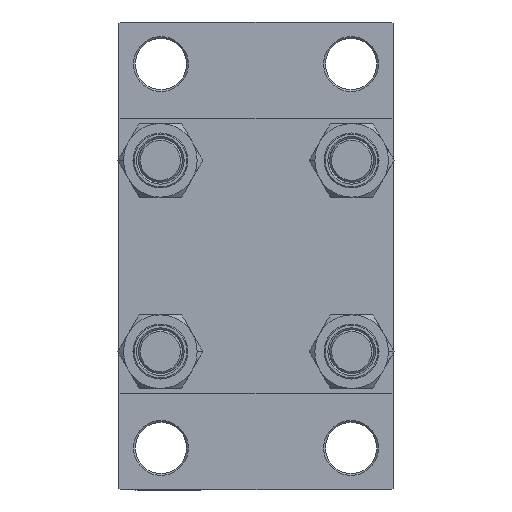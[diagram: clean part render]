
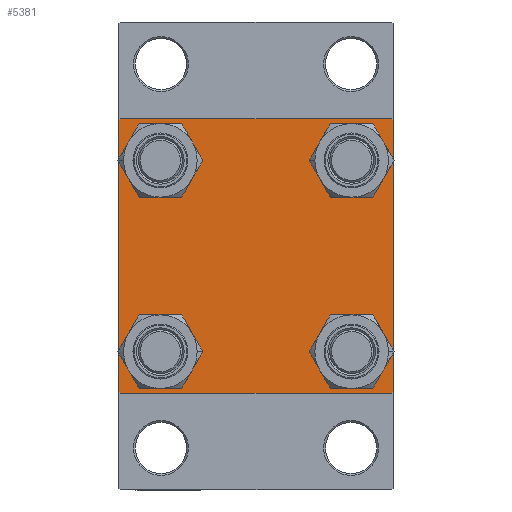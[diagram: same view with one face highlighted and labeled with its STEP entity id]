
A CAD part, left-side view. The second image highlights one B-rep face of the part: STEP entity #5381.
In plain terms, the highlighted planar face has unit normal (-1, 0, 0).
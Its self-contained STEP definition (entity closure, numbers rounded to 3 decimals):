
#117 = VECTOR ( 'NONE', #37533, 1000. ) ;
#143 = CARTESIAN_POINT ( 'NONE',  ( 0., 37.5, 37.5 ) ) ;
#255 = ORIENTED_EDGE ( 'NONE', *, *, #47221, .T. ) ;
#734 = EDGE_LOOP ( 'NONE', ( #43846, #28623 ) ) ;
#1089 = EDGE_CURVE ( 'NONE', #33164, #35751, #34178, .T. ) ;
#1233 = AXIS2_PLACEMENT_3D ( 'NONE', #36784, #40632, #29832 ) ;
#2117 = FACE_OUTER_BOUND ( 'NONE', #10591, .T. ) ;
#2649 = DIRECTION ( 'NONE',  ( 0., 0., 1. ) ) ;
#2656 = CARTESIAN_POINT ( 'NONE',  ( 0., 26.15, 32.65 ) ) ;
#2823 = AXIS2_PLACEMENT_3D ( 'NONE', #6506, #17516, #32153 ) ;
#3101 = DIRECTION ( 'NONE',  ( 0., 0., 1. ) ) ;
#3154 = VECTOR ( 'NONE', #4455, 1000. ) ;
#3708 = AXIS2_PLACEMENT_3D ( 'NONE', #16782, #20606, #14137 ) ;
#4044 = VERTEX_POINT ( 'NONE', #5908 ) ;
#4189 = EDGE_CURVE ( 'NONE', #38284, #41167, #23375, .T. ) ;
#4455 = DIRECTION ( 'NONE',  ( 0., -0.707, -0.707 ) ) ;
#5086 = VERTEX_POINT ( 'NONE', #10315 ) ;
#5381 = ADVANCED_FACE ( 'NONE', ( #38544, #41675, #27767, #20317, #2117 ), #16729, .T. ) ;
#5908 = CARTESIAN_POINT ( 'NONE',  ( 0., 37., -37.5 ) ) ;
#6122 = CARTESIAN_POINT ( 'NONE',  ( 0., 37.5, -37. ) ) ;
#6179 = CARTESIAN_POINT ( 'NONE',  ( 0., 26.15, -32.65 ) ) ;
#6506 = CARTESIAN_POINT ( 'NONE',  ( 0., -26.15, -26.15 ) ) ;
#6882 = ORIENTED_EDGE ( 'NONE', *, *, #9116, .T. ) ;
#7279 = ORIENTED_EDGE ( 'NONE', *, *, #25454, .T. ) ;
#7301 = EDGE_CURVE ( 'NONE', #35751, #33164, #13587, .T. ) ;
#7522 = ORIENTED_EDGE ( 'NONE', *, *, #25175, .T. ) ;
#7577 = CARTESIAN_POINT ( 'NONE',  ( 0., 37., 37.5 ) ) ;
#7866 = EDGE_CURVE ( 'NONE', #41167, #38284, #35797, .T. ) ;
#8049 = LINE ( 'NONE', #33450, #3154 ) ;
#9036 = CIRCLE ( 'NONE', #3708, 6.5 ) ;
#9074 = EDGE_CURVE ( 'NONE', #39511, #31026, #9036, .T. ) ;
#9116 = EDGE_CURVE ( 'NONE', #31026, #39511, #42757, .T. ) ;
#9557 = CIRCLE ( 'NONE', #36348, 6.5 ) ;
#9743 = CARTESIAN_POINT ( 'NONE',  ( 0., -37., -37.5 ) ) ;
#10315 = CARTESIAN_POINT ( 'NONE',  ( 0., 26.15, -19.65 ) ) ;
#10591 = EDGE_LOOP ( 'NONE', ( #18242, #255, #7522, #11091, #35405, #14637, #14698, #42014 ) ) ;
#10987 = DIRECTION ( 'NONE',  ( 0., -1., 0. ) ) ;
#11051 = CARTESIAN_POINT ( 'NONE',  ( 0., 37.5, -37.5 ) ) ;
#11091 = ORIENTED_EDGE ( 'NONE', *, *, #26092, .T. ) ;
#11832 = CARTESIAN_POINT ( 'NONE',  ( 0., -37.5, -37. ) ) ;
#12266 = EDGE_CURVE ( 'NONE', #36757, #35204, #25315, .T. ) ;
#13390 = CARTESIAN_POINT ( 'NONE',  ( 0., -26.15, -26.15 ) ) ;
#13489 = DIRECTION ( 'NONE',  ( 0., 0., 1. ) ) ;
#13587 = CIRCLE ( 'NONE', #40387, 6.5 ) ;
#13888 = DIRECTION ( 'NONE',  ( 1., 0., 0. ) ) ;
#14137 = DIRECTION ( 'NONE',  ( 0., 0., 1. ) ) ;
#14637 = ORIENTED_EDGE ( 'NONE', *, *, #17874, .T. ) ;
#14698 = ORIENTED_EDGE ( 'NONE', *, *, #36501, .F. ) ;
#15924 = ORIENTED_EDGE ( 'NONE', *, *, #1089, .T. ) ;
#15930 = CIRCLE ( 'NONE', #41997, 6.5 ) ;
#16229 = DIRECTION ( 'NONE',  ( 0., 0., 1. ) ) ;
#16717 = CARTESIAN_POINT ( 'NONE',  ( 0., -26.15, 19.65 ) ) ;
#16729 = PLANE ( 'NONE',  #26544 ) ;
#16782 = CARTESIAN_POINT ( 'NONE',  ( 0., -26.15, 26.15 ) ) ;
#16984 = DIRECTION ( 'NONE',  ( 1., 0., 0. ) ) ;
#17516 = DIRECTION ( 'NONE',  ( 1., 0., 0. ) ) ;
#17874 = EDGE_CURVE ( 'NONE', #29976, #18243, #26983, .T. ) ;
#18179 = CARTESIAN_POINT ( 'NONE',  ( 0., 26.15, -26.15 ) ) ;
#18242 = ORIENTED_EDGE ( 'NONE', *, *, #12266, .T. ) ;
#18243 = VERTEX_POINT ( 'NONE', #35785 ) ;
#19528 = EDGE_LOOP ( 'NONE', ( #44594, #15924 ) ) ;
#20317 = FACE_BOUND ( 'NONE', #734, .T. ) ;
#20359 = CARTESIAN_POINT ( 'NONE',  ( 0., -26.15, -19.65 ) ) ;
#20606 = DIRECTION ( 'NONE',  ( 1., 0., 0. ) ) ;
#20699 = CARTESIAN_POINT ( 'NONE',  ( 0., 26.15, 19.65 ) ) ;
#21575 = VERTEX_POINT ( 'NONE', #7577 ) ;
#22015 = VECTOR ( 'NONE', #10987, 1000. ) ;
#22058 = AXIS2_PLACEMENT_3D ( 'NONE', #46043, #35241, #2649 ) ;
#22346 = LINE ( 'NONE', #33387, #41856 ) ;
#22957 = CARTESIAN_POINT ( 'NONE',  ( 0., 0., 0. ) ) ;
#23375 = CIRCLE ( 'NONE', #1233, 6.5 ) ;
#23888 = ORIENTED_EDGE ( 'NONE', *, *, #9074, .T. ) ;
#24058 = LINE ( 'NONE', #38695, #33334 ) ;
#24267 = CARTESIAN_POINT ( 'NONE',  ( 0., 26.15, 26.15 ) ) ;
#24460 = CARTESIAN_POINT ( 'NONE',  ( 0., -26.15, 32.65 ) ) ;
#24998 = ORIENTED_EDGE ( 'NONE', *, *, #37302, .T. ) ;
#25175 = EDGE_CURVE ( 'NONE', #4044, #33265, #28795, .T. ) ;
#25315 = LINE ( 'NONE', #143, #35175 ) ;
#25367 = LINE ( 'NONE', #40004, #22015 ) ;
#25454 = EDGE_CURVE ( 'NONE', #5086, #47136, #9557, .T. ) ;
#25660 = DIRECTION ( 'NONE',  ( 0., -1., 0. ) ) ;
#26092 = EDGE_CURVE ( 'NONE', #33265, #32514, #24058, .T. ) ;
#26544 = AXIS2_PLACEMENT_3D ( 'NONE', #22957, #31371, #30420 ) ;
#26983 = LINE ( 'NONE', #41616, #117 ) ;
#27054 = DIRECTION ( 'NONE',  ( 0., 0., 1. ) ) ;
#27166 = VECTOR ( 'NONE', #25660, 1000. ) ;
#27400 = DIRECTION ( 'NONE',  ( 0., 0., -1. ) ) ;
#27767 = FACE_BOUND ( 'NONE', #38858, .T. ) ;
#28623 = ORIENTED_EDGE ( 'NONE', *, *, #7866, .T. ) ;
#28795 = LINE ( 'NONE', #11051, #27166 ) ;
#29832 = DIRECTION ( 'NONE',  ( 0., 0., 1. ) ) ;
#29976 = VERTEX_POINT ( 'NONE', #39588 ) ;
#30420 = DIRECTION ( 'NONE',  ( 0., 0., 1. ) ) ;
#31026 = VERTEX_POINT ( 'NONE', #16717 ) ;
#31371 = DIRECTION ( 'NONE',  ( -1., 0., 0. ) ) ;
#31992 = DIRECTION ( 'NONE',  ( 0., -0.707, 0.707 ) ) ;
#32098 = VECTOR ( 'NONE', #27400, 1000. ) ;
#32153 = DIRECTION ( 'NONE',  ( 0., 0., 1. ) ) ;
#32514 = VERTEX_POINT ( 'NONE', #11832 ) ;
#33162 = DIRECTION ( 'NONE',  ( 0., 0.707, -0.707 ) ) ;
#33164 = VERTEX_POINT ( 'NONE', #45703 ) ;
#33265 = VERTEX_POINT ( 'NONE', #9743 ) ;
#33334 = VECTOR ( 'NONE', #31992, 1000. ) ;
#33387 = CARTESIAN_POINT ( 'NONE',  ( 0., 37.25, 37.25 ) ) ;
#33450 = CARTESIAN_POINT ( 'NONE',  ( 0., 37.25, -37.25 ) ) ;
#34178 = CIRCLE ( 'NONE', #2823, 6.5 ) ;
#34371 = EDGE_CURVE ( 'NONE', #21575, #36757, #22346, .T. ) ;
#35164 = CARTESIAN_POINT ( 'NONE',  ( 0., 26.15, -26.15 ) ) ;
#35175 = VECTOR ( 'NONE', #43779, 1000. ) ;
#35204 = VERTEX_POINT ( 'NONE', #6122 ) ;
#35241 = DIRECTION ( 'NONE',  ( 1., 0., 0. ) ) ;
#35405 = ORIENTED_EDGE ( 'NONE', *, *, #43271, .F. ) ;
#35751 = VERTEX_POINT ( 'NONE', #20359 ) ;
#35785 = CARTESIAN_POINT ( 'NONE',  ( 0., -37., 37.5 ) ) ;
#35797 = CIRCLE ( 'NONE', #44987, 6.5 ) ;
#35871 = CARTESIAN_POINT ( 'NONE',  ( 0., 37.5, 37. ) ) ;
#36348 = AXIS2_PLACEMENT_3D ( 'NONE', #18179, #13888, #3101 ) ;
#36501 = EDGE_CURVE ( 'NONE', #21575, #18243, #25367, .T. ) ;
#36757 = VERTEX_POINT ( 'NONE', #35871 ) ;
#36784 = CARTESIAN_POINT ( 'NONE',  ( 0., 26.15, 26.15 ) ) ;
#37261 = EDGE_LOOP ( 'NONE', ( #23888, #6882 ) ) ;
#37302 = EDGE_CURVE ( 'NONE', #47136, #5086, #15930, .T. ) ;
#37533 = DIRECTION ( 'NONE',  ( 0., 0.707, 0.707 ) ) ;
#38284 = VERTEX_POINT ( 'NONE', #2656 ) ;
#38424 = LINE ( 'NONE', #38660, #32098 ) ;
#38544 = FACE_BOUND ( 'NONE', #37261, .T. ) ;
#38659 = DIRECTION ( 'NONE',  ( 1., 0., 0. ) ) ;
#38660 = CARTESIAN_POINT ( 'NONE',  ( 0., -37.5, 37.5 ) ) ;
#38695 = CARTESIAN_POINT ( 'NONE',  ( 0., -37.25, -37.25 ) ) ;
#38858 = EDGE_LOOP ( 'NONE', ( #7279, #24998 ) ) ;
#39511 = VERTEX_POINT ( 'NONE', #24460 ) ;
#39588 = CARTESIAN_POINT ( 'NONE',  ( 0., -37.5, 37. ) ) ;
#40004 = CARTESIAN_POINT ( 'NONE',  ( 0., 37.5, 37.5 ) ) ;
#40387 = AXIS2_PLACEMENT_3D ( 'NONE', #13390, #16984, #27054 ) ;
#40632 = DIRECTION ( 'NONE',  ( 1., 0., 0. ) ) ;
#41167 = VERTEX_POINT ( 'NONE', #20699 ) ;
#41616 = CARTESIAN_POINT ( 'NONE',  ( 0., -37.25, 37.25 ) ) ;
#41675 = FACE_BOUND ( 'NONE', #19528, .T. ) ;
#41856 = VECTOR ( 'NONE', #33162, 1000. ) ;
#41997 = AXIS2_PLACEMENT_3D ( 'NONE', #35164, #46433, #16229 ) ;
#42014 = ORIENTED_EDGE ( 'NONE', *, *, #34371, .T. ) ;
#42757 = CIRCLE ( 'NONE', #22058, 6.5 ) ;
#43271 = EDGE_CURVE ( 'NONE', #29976, #32514, #38424, .T. ) ;
#43779 = DIRECTION ( 'NONE',  ( 0., 0., -1. ) ) ;
#43846 = ORIENTED_EDGE ( 'NONE', *, *, #4189, .T. ) ;
#44594 = ORIENTED_EDGE ( 'NONE', *, *, #7301, .T. ) ;
#44987 = AXIS2_PLACEMENT_3D ( 'NONE', #24267, #38659, #13489 ) ;
#45703 = CARTESIAN_POINT ( 'NONE',  ( 0., -26.15, -32.65 ) ) ;
#46043 = CARTESIAN_POINT ( 'NONE',  ( 0., -26.15, 26.15 ) ) ;
#46433 = DIRECTION ( 'NONE',  ( 1., 0., 0. ) ) ;
#47136 = VERTEX_POINT ( 'NONE', #6179 ) ;
#47221 = EDGE_CURVE ( 'NONE', #35204, #4044, #8049, .T. ) ;
